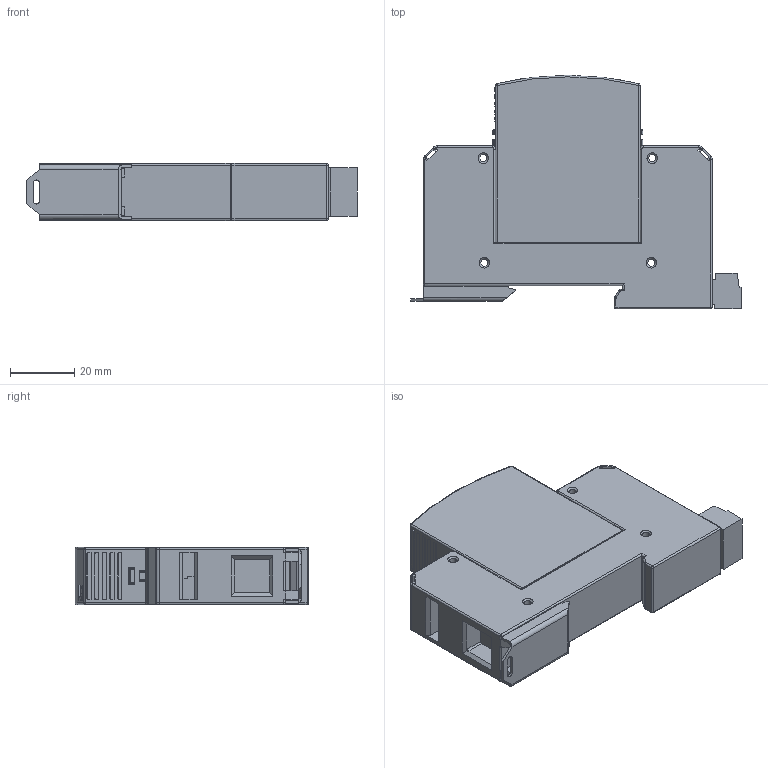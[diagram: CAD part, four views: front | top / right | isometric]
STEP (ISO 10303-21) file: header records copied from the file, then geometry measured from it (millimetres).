
FILE_DESCRIPTION((''),'2;1');
FILE_NAME('ASM0009_ASM','2021-03-02T',('marketing.praksa'),('Audax d.o.o.'),'CREO PARAMETRIC BY PTC INC, 2017480','CREO PARAMETRIC BY PTC INC, 2017480','');
FILE_SCHEMA(('AUTOMOTIVE_DESIGN { 1 0 10303 214 1 1 1 1 }'));
Products named in the file (19): PRT0065; PRT0066; PRT0045_1_1_2_3_4_5_1_1_1_1_2; PRT0049_1_1_2_3_4_5_1_1_1_1_2; PRT0050_1_1_2_3_4_5_1_1_1_1_2; PRT0051_1_1_2_3_4_5_1_1_1_1_2; TMP_DWG_65_1_1_1_2_1_2_3_1_2_28; TMP_DWG_65_1_2_1_2_1_2_3_1_2_28; TMP_DWG_65_1_3_1_2_1_2_3_1_2_28; BAZA_1TE_B2S_RC_ZASKOK_19_2__21; BAZA_1TE_B2S_RC_ZASKOK_19_3__21; RC_1_1_1_1_1_1; RC_SCREW_1_1_1_1; PRT0017_1_1_1_1; PRT0018_1_1_1_1; RC_ASM_1_ASM_1_1_ASM; ASM0012_ASM_1_1_ASM; ASM0010_ASM; ASM0009_ASM
Assembly tree (18 placements, depth 5):
  ASM0009_ASM
    PRT0065
    PRT0066
    PRT0045_1_1_2_3_4_5_1_1_1_1_2
    PRT0049_1_1_2_3_4_5_1_1_1_1_2
    PRT0050_1_1_2_3_4_5_1_1_1_1_2
    PRT0051_1_1_2_3_4_5_1_1_1_1_2
    TMP_DWG_65_1_1_1_2_1_2_3_1_2_28
    TMP_DWG_65_1_2_1_2_1_2_3_1_2_28
    TMP_DWG_65_1_3_1_2_1_2_3_1_2_28
    BAZA_1TE_B2S_RC_ZASKOK_19_2__21
    BAZA_1TE_B2S_RC_ZASKOK_19_3__21
    ASM0010_ASM
      ASM0012_ASM_1_1_ASM
        RC_ASM_1_ASM_1_1_ASM
          RC_1_1_1_1_1_1
          RC_SCREW_1_1_1_1
          PRT0017_1_1_1_1
          PRT0018_1_1_1_1
Bounding box: 102.9 x 72.7 x 17.8 mm (x, y, z)
Volume: 88341.2 mm3; surface area: 26267.1 mm2
Topology: 15 solids, 15 shells, 689 faces, 1865 edges, 1222 vertices
Faces by surface type: plane 381, cylinder 210, cone 34, torus 30, sphere 18, bspline 16
Entity records: 30777 total; most frequent: CARTESIAN_POINT 5180, ORIENTED_EDGE 3694, DIRECTION 3689, PRESENTATION_STYLE_ASSIGNMENT 1902, STYLED_ITEM 1902, CURVE_STYLE 1847, EDGE_CURVE 1847, AXIS2_PLACEMENT_3D 1286
